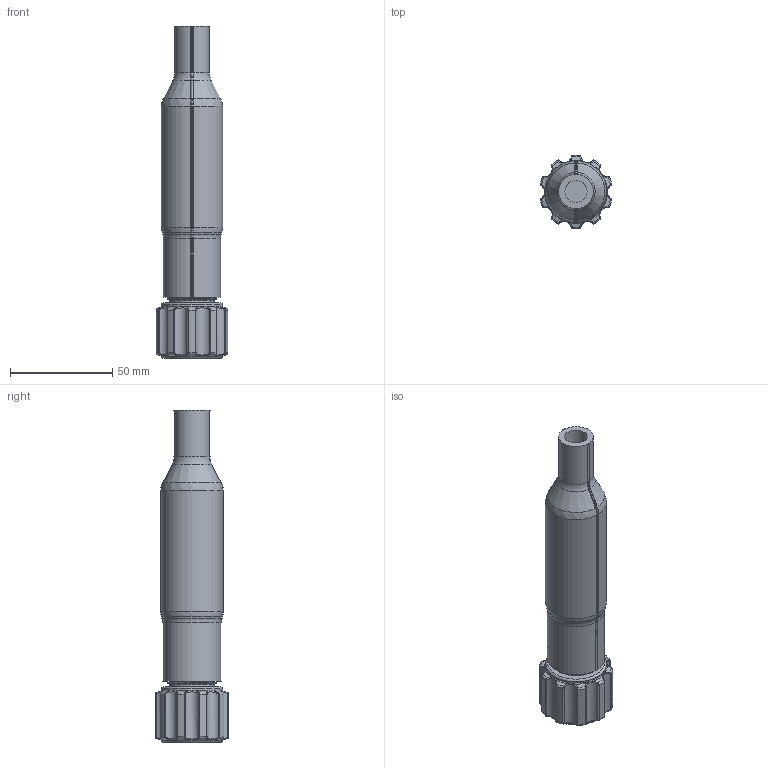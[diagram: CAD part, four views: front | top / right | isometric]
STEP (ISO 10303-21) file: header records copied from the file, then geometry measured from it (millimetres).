
FILE_DESCRIPTION(/* description */ (''),/* implementation_level */ '2;1');
FILE_NAME(/* name */ 'CCP-A.stp',/* time_stamp */ '2021-12-20T14:12:35+01:00',/* author */ ('sh'),/* organization */ (''),/* preprocessor_version */ 'ST-DEVELOPER v17.2',/* originating_system */ 'Autodesk Inventor 2019',/* authorisation */ '');
FILE_SCHEMA (('AUTOMOTIVE_DESIGN { 1 0 10303 214 3 1 1 }'));
Length unit declared in the file: millimetre
Products named in the file (1): CCP-A
Bounding box: 35.24 x 35.98 x 162.65 mm (x, y, z)
Volume: 86860.5 mm3; surface area: 23117.4 mm2
Topology: 1 solids, 1 shells, 486 faces, 1186 edges, 730 vertices
Faces by surface type: bspline 182, plane 110, cylinder 100, torus 65, cone 29
Full cylindrical faces by diameter (mm): 2.7 x4, 2.8 x2, 10.9 x1, 13.34 x1, 13.6 x1, 20 x1, 20.6 x2, 21.4 x1, 22 x2, 22.2 x1, 24 x2, 24.5 x1, 27 x1, 30 x2
Entity records: 18934 total; most frequent: CARTESIAN_POINT 7976, ORIENTED_EDGE 2374, DIRECTION 1804, EDGE_CURVE 1187, VERTEX_POINT 731, AXIS2_PLACEMENT_3D 710, EDGE_LOOP 514, STYLED_ITEM 487
